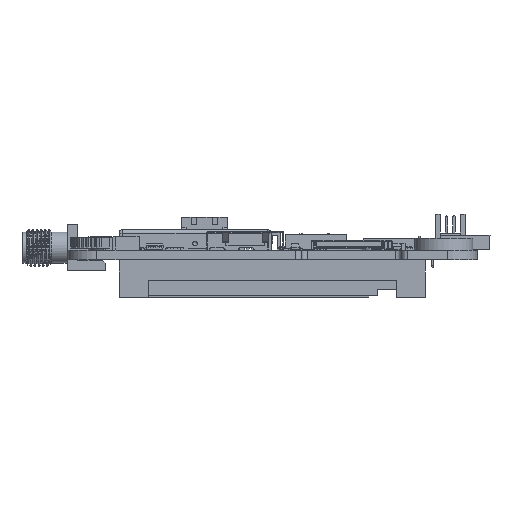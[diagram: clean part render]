
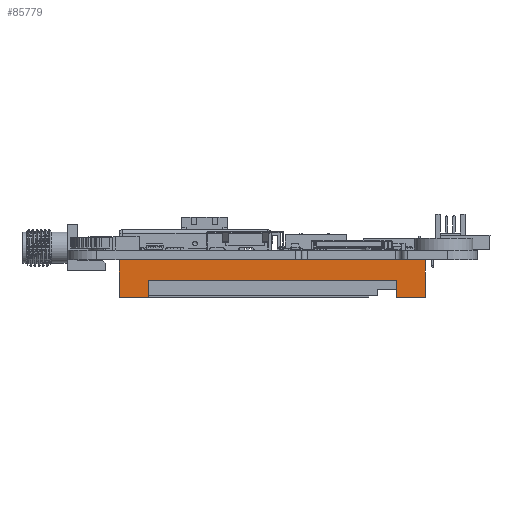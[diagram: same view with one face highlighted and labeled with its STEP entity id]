
A CAD part, left-side view. The second image highlights one B-rep face of the part: STEP entity #85779.
In plain terms, the highlighted face is planar.
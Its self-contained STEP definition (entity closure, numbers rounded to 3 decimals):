
#85376 = VERTEX_POINT('',#85377);
#85377 = CARTESIAN_POINT('',(77.4,5.,3.5));
#85383 = EDGE_CURVE('',#85384,#85376,#85386,.T.);
#85384 = VERTEX_POINT('',#85385);
#85385 = CARTESIAN_POINT('',(77.4,47.4,3.5));
#85386 = LINE('',#85387,#85388);
#85387 = CARTESIAN_POINT('',(77.4,0.,3.5));
#85388 = VECTOR('',#85389,1.);
#85389 = DIRECTION('',(0.,-1.,0.));
#85502 = VERTEX_POINT('',#85503);
#85503 = CARTESIAN_POINT('',(77.4,52.4,0.));
#85511 = EDGE_CURVE('',#85512,#85502,#85514,.T.);
#85512 = VERTEX_POINT('',#85513);
#85513 = CARTESIAN_POINT('',(77.4,0.,0.));
#85514 = LINE('',#85515,#85516);
#85515 = CARTESIAN_POINT('',(77.4,0.,0.));
#85516 = VECTOR('',#85517,1.);
#85517 = DIRECTION('',(0.,1.,0.));
#85739 = VERTEX_POINT('',#85740);
#85740 = CARTESIAN_POINT('',(77.4,52.4,6.5));
#85746 = EDGE_CURVE('',#85739,#85502,#85747,.T.);
#85747 = LINE('',#85748,#85749);
#85748 = CARTESIAN_POINT('',(77.4,52.4,0.));
#85749 = VECTOR('',#85750,1.);
#85750 = DIRECTION('',(0.,0.,-1.));
#85779 = ADVANCED_FACE('',(#85780),#85821,.T.);
#85780 = FACE_BOUND('',#85781,.T.);
#85781 = EDGE_LOOP('',(#85782,#85790,#85791,#85799,#85807,#85813,#85814,
    #85815));
#85782 = ORIENTED_EDGE('',*,*,#85783,.T.);
#85783 = EDGE_CURVE('',#85784,#85384,#85786,.T.);
#85784 = VERTEX_POINT('',#85785);
#85785 = CARTESIAN_POINT('',(77.4,47.4,6.5));
#85786 = LINE('',#85787,#85788);
#85787 = CARTESIAN_POINT('',(77.4,47.4,0.));
#85788 = VECTOR('',#85789,1.);
#85789 = DIRECTION('',(0.,0.,-1.));
#85790 = ORIENTED_EDGE('',*,*,#85383,.T.);
#85791 = ORIENTED_EDGE('',*,*,#85792,.T.);
#85792 = EDGE_CURVE('',#85376,#85793,#85795,.T.);
#85793 = VERTEX_POINT('',#85794);
#85794 = CARTESIAN_POINT('',(77.4,5.,6.5));
#85795 = LINE('',#85796,#85797);
#85796 = CARTESIAN_POINT('',(77.4,5.,0.));
#85797 = VECTOR('',#85798,1.);
#85798 = DIRECTION('',(0.,0.,1.));
#85799 = ORIENTED_EDGE('',*,*,#85800,.T.);
#85800 = EDGE_CURVE('',#85793,#85801,#85803,.T.);
#85801 = VERTEX_POINT('',#85802);
#85802 = CARTESIAN_POINT('',(77.4,0.,6.5));
#85803 = LINE('',#85804,#85805);
#85804 = CARTESIAN_POINT('',(77.4,0.,6.5));
#85805 = VECTOR('',#85806,1.);
#85806 = DIRECTION('',(0.,-1.,0.));
#85807 = ORIENTED_EDGE('',*,*,#85808,.T.);
#85808 = EDGE_CURVE('',#85801,#85512,#85809,.T.);
#85809 = LINE('',#85810,#85811);
#85810 = CARTESIAN_POINT('',(77.4,0.,0.));
#85811 = VECTOR('',#85812,1.);
#85812 = DIRECTION('',(0.,0.,-1.));
#85813 = ORIENTED_EDGE('',*,*,#85511,.T.);
#85814 = ORIENTED_EDGE('',*,*,#85746,.F.);
#85815 = ORIENTED_EDGE('',*,*,#85816,.T.);
#85816 = EDGE_CURVE('',#85739,#85784,#85817,.T.);
#85817 = LINE('',#85818,#85819);
#85818 = CARTESIAN_POINT('',(77.4,0.,6.5));
#85819 = VECTOR('',#85820,1.);
#85820 = DIRECTION('',(0.,-1.,0.));
#85821 = PLANE('',#85822);
#85822 = AXIS2_PLACEMENT_3D('',#85823,#85824,#85825);
#85823 = CARTESIAN_POINT('',(77.4,0.,0.));
#85824 = DIRECTION('',(1.,0.,0.));
#85825 = DIRECTION('',(0.,0.,-1.));
